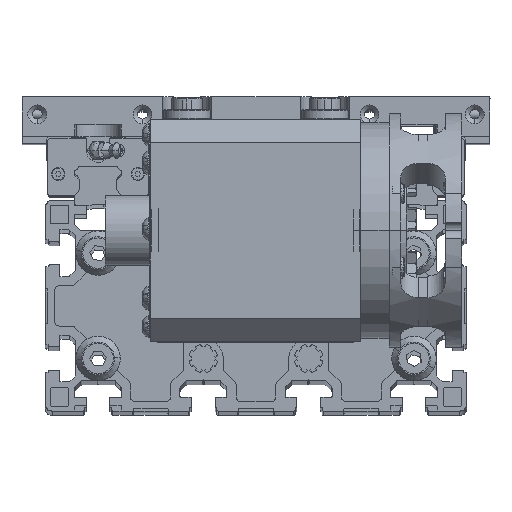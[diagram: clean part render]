
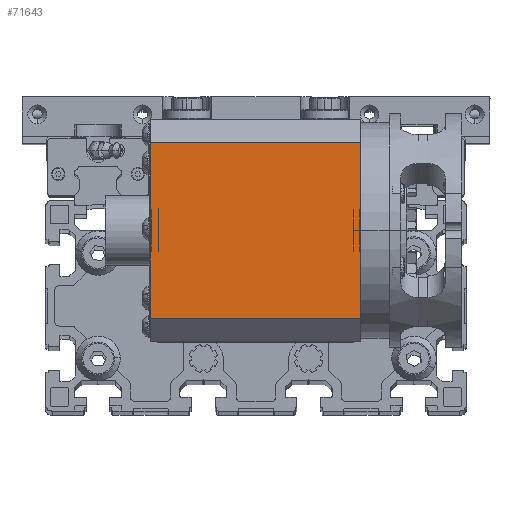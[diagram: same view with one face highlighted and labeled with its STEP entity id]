
A CAD part, top view. The second image highlights one B-rep face of the part: STEP entity #71643.
In plain terms, the highlighted planar face has unit normal (0, 0, 1).
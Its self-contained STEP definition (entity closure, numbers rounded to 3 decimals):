
#566 = EDGE_CURVE ( 'NONE', #22722, #19267, #100574, .T. ) ;
#980 = VECTOR ( 'NONE', #40545, 1000. ) ;
#1120 = CARTESIAN_POINT ( 'NONE',  ( -45.15, -20.5, 0. ) ) ;
#2667 = CARTESIAN_POINT ( 'NONE',  ( -45.15, -58., 0. ) ) ;
#6662 = CARTESIAN_POINT ( 'NONE',  ( 44.85, -95.5, 0. ) ) ;
#10205 = AXIS2_PLACEMENT_3D ( 'NONE', #49751, #83567, #33202 ) ;
#11461 = DIRECTION ( 'NONE',  ( 0., -1., 0. ) ) ;
#19267 = VERTEX_POINT ( 'NONE', #102967 ) ;
#22722 = VERTEX_POINT ( 'NONE', #38510 ) ;
#24123 = LINE ( 'NONE', #6662, #43861 ) ;
#27314 = VERTEX_POINT ( 'NONE', #60788 ) ;
#31812 = FACE_OUTER_BOUND ( 'NONE', #71267, .T. ) ;
#32122 = CARTESIAN_POINT ( 'NONE',  ( 44.85, -20.5, 0. ) ) ;
#33202 = DIRECTION ( 'NONE',  ( 0., -1., 0. ) ) ;
#38510 = CARTESIAN_POINT ( 'NONE',  ( 44.85, -20.5, 0. ) ) ;
#40545 = DIRECTION ( 'NONE',  ( -1., 0., 0. ) ) ;
#43861 = VECTOR ( 'NONE', #99006, 1000. ) ;
#46837 = VERTEX_POINT ( 'NONE', #1120 ) ;
#49751 = CARTESIAN_POINT ( 'NONE',  ( 44.85, -105.5, 0. ) ) ;
#55800 = VECTOR ( 'NONE', #62925, 1000. ) ;
#59450 = LINE ( 'NONE', #2667, #98997 ) ;
#60788 = CARTESIAN_POINT ( 'NONE',  ( -45.15, -95.5, 0. ) ) ;
#61974 = CARTESIAN_POINT ( 'NONE',  ( 44.85, -58., 0. ) ) ;
#62925 = DIRECTION ( 'NONE',  ( 0., -1., 0. ) ) ;
#68050 = LINE ( 'NONE', #32122, #980 ) ;
#68624 = EDGE_CURVE ( 'NONE', #19267, #27314, #24123, .T. ) ;
#71267 = EDGE_LOOP ( 'NONE', ( #106908, #103896, #83285, #79448 ) ) ;
#71643 = ADVANCED_FACE ( 'NONE', ( #31812 ), #75092, .T. ) ;
#75092 = PLANE ( 'NONE',  #10205 ) ;
#79448 = ORIENTED_EDGE ( 'NONE', *, *, #103931, .T. ) ;
#83285 = ORIENTED_EDGE ( 'NONE', *, *, #95528, .T. ) ;
#83567 = DIRECTION ( 'NONE',  ( 0., 0., 1. ) ) ;
#95528 = EDGE_CURVE ( 'NONE', #22722, #46837, #68050, .T. ) ;
#98997 = VECTOR ( 'NONE', #11461, 1000. ) ;
#99006 = DIRECTION ( 'NONE',  ( -1., 0., 0. ) ) ;
#100574 = LINE ( 'NONE', #61974, #55800 ) ;
#102967 = CARTESIAN_POINT ( 'NONE',  ( 44.85, -95.5, 0. ) ) ;
#103896 = ORIENTED_EDGE ( 'NONE', *, *, #566, .F. ) ;
#103931 = EDGE_CURVE ( 'NONE', #46837, #27314, #59450, .T. ) ;
#106908 = ORIENTED_EDGE ( 'NONE', *, *, #68624, .F. ) ;
